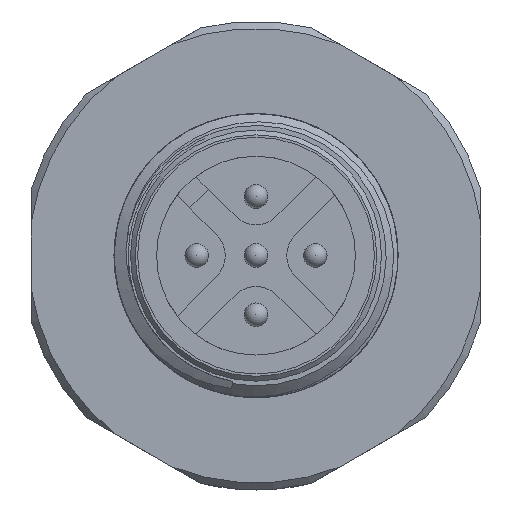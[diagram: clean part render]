
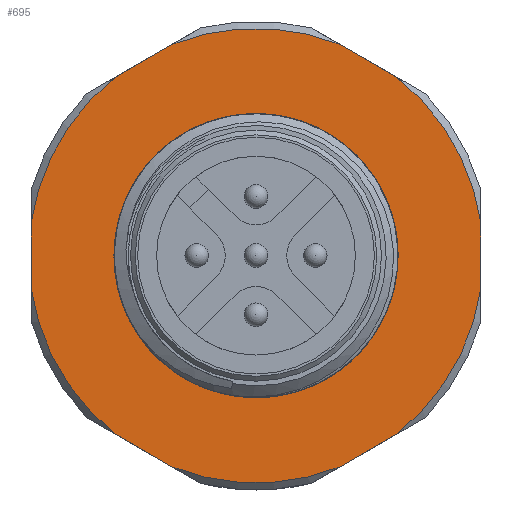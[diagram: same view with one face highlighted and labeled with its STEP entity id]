
A CAD part, left-side view. The second image highlights one B-rep face of the part: STEP entity #695.
In plain terms, the highlighted planar face has unit normal (-1, 0, 0).
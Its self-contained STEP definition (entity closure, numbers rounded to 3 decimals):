
#302=LINE('',#5116,#412);
#303=LINE('',#5121,#413);
#304=LINE('',#5122,#414);
#305=LINE('',#5123,#415);
#306=LINE('',#5124,#416);
#307=LINE('',#5125,#417);
#412=VECTOR('',#3102,1.);
#413=VECTOR('',#3105,1.);
#414=VECTOR('',#3106,1.);
#415=VECTOR('',#3107,1.);
#416=VECTOR('',#3108,1.);
#417=VECTOR('',#3109,1.);
#695=ADVANCED_FACE('',(#839,#840),#754,.T.);
#754=PLANE('',#2523);
#839=FACE_BOUND('',#998,.T.);
#840=FACE_BOUND('',#999,.T.);
#998=EDGE_LOOP('',(#1524,#1525,#1526,#1527,#1528,#1529,#1530,#1531,#1532,
#1533,#1534,#1535));
#999=EDGE_LOOP('',(#1536));
#1524=ORIENTED_EDGE('',*,*,#2123,.F.);
#1525=ORIENTED_EDGE('',*,*,#2124,.T.);
#1526=ORIENTED_EDGE('',*,*,#2125,.F.);
#1527=ORIENTED_EDGE('',*,*,#2099,.T.);
#1528=ORIENTED_EDGE('',*,*,#2126,.F.);
#1529=ORIENTED_EDGE('',*,*,#2106,.T.);
#1530=ORIENTED_EDGE('',*,*,#2127,.F.);
#1531=ORIENTED_EDGE('',*,*,#2113,.T.);
#1532=ORIENTED_EDGE('',*,*,#2128,.F.);
#1533=ORIENTED_EDGE('',*,*,#2120,.T.);
#1534=ORIENTED_EDGE('',*,*,#2129,.F.);
#1535=ORIENTED_EDGE('',*,*,#2130,.T.);
#1536=ORIENTED_EDGE('',*,*,#2094,.F.);
#1808=VERTEX_POINT('',#5030);
#1813=VERTEX_POINT('',#5042);
#1814=VERTEX_POINT('',#5043);
#1819=VERTEX_POINT('',#5063);
#1820=VERTEX_POINT('',#5064);
#1825=VERTEX_POINT('',#5084);
#1826=VERTEX_POINT('',#5085);
#1831=VERTEX_POINT('',#5105);
#1832=VERTEX_POINT('',#5106);
#1833=VERTEX_POINT('',#5117);
#1834=VERTEX_POINT('',#5118);
#1835=VERTEX_POINT('',#5120);
#1836=VERTEX_POINT('',#5126);
#2094=EDGE_CURVE('',#1808,#1808,#2268,.T.);
#2099=EDGE_CURVE('',#1813,#1814,#2271,.T.);
#2106=EDGE_CURVE('',#1819,#1820,#2274,.T.);
#2113=EDGE_CURVE('',#1825,#1826,#2277,.T.);
#2120=EDGE_CURVE('',#1831,#1832,#2280,.T.);
#2123=EDGE_CURVE('',#1833,#1834,#302,.T.);
#2124=EDGE_CURVE('',#1833,#1835,#2281,.T.);
#2125=EDGE_CURVE('',#1813,#1835,#303,.T.);
#2126=EDGE_CURVE('',#1819,#1814,#304,.T.);
#2127=EDGE_CURVE('',#1825,#1820,#305,.T.);
#2128=EDGE_CURVE('',#1831,#1826,#306,.T.);
#2129=EDGE_CURVE('',#1836,#1832,#307,.T.);
#2130=EDGE_CURVE('',#1836,#1834,#2282,.T.);
#2268=CIRCLE('',#2499,5.3);
#2271=CIRCLE('',#2504,9.6);
#2274=CIRCLE('',#2509,9.6);
#2277=CIRCLE('',#2514,9.6);
#2280=CIRCLE('',#2519,9.6);
#2281=CIRCLE('',#2521,9.6);
#2282=CIRCLE('',#2522,9.6);
#2499=AXIS2_PLACEMENT_3D('',#5029,#3050,#3051);
#2504=AXIS2_PLACEMENT_3D('',#5041,#3062,#3063);
#2509=AXIS2_PLACEMENT_3D('',#5062,#3074,#3075);
#2514=AXIS2_PLACEMENT_3D('',#5083,#3086,#3087);
#2519=AXIS2_PLACEMENT_3D('',#5104,#3098,#3099);
#2521=AXIS2_PLACEMENT_3D('',#5119,#3103,#3104);
#2522=AXIS2_PLACEMENT_3D('',#5127,#3110,#3111);
#2523=AXIS2_PLACEMENT_3D('',#5128,#3112,#3113);
#3050=DIRECTION('',(-1.,0.,0.));
#3051=DIRECTION('',(0.,0.,-1.));
#3062=DIRECTION('',(-1.,0.,0.));
#3063=DIRECTION('',(0.,0.,1.));
#3074=DIRECTION('',(-1.,0.,0.));
#3075=DIRECTION('',(0.,0.,1.));
#3086=DIRECTION('',(-1.,0.,0.));
#3087=DIRECTION('',(0.,0.,1.));
#3098=DIRECTION('',(-1.,0.,0.));
#3099=DIRECTION('',(0.,0.,1.));
#3102=DIRECTION('',(0.,0.,-1.));
#3103=DIRECTION('',(-1.,0.,0.));
#3104=DIRECTION('',(0.,0.,1.));
#3105=DIRECTION('',(0.,-0.866,-0.5));
#3106=DIRECTION('',(0.,-0.866,0.5));
#3107=DIRECTION('',(0.,0.,1.));
#3108=DIRECTION('',(0.,0.866,0.5));
#3109=DIRECTION('',(0.,0.866,-0.5));
#3110=DIRECTION('',(-1.,0.,0.));
#3111=DIRECTION('',(0.,0.,1.));
#3112=DIRECTION('',(-1.,0.,0.));
#3113=DIRECTION('',(0.,0.,1.));
#5029=CARTESIAN_POINT('',(9.8,0.,0.));
#5030=CARTESIAN_POINT('',(9.8,0.,-5.3));
#5041=CARTESIAN_POINT('',(9.8,0.,0.));
#5042=CARTESIAN_POINT('',(9.8,-3.553,8.918));
#5043=CARTESIAN_POINT('',(9.8,3.553,8.918));
#5062=CARTESIAN_POINT('',(9.8,0.,0.));
#5063=CARTESIAN_POINT('',(9.8,5.947,7.536));
#5064=CARTESIAN_POINT('',(9.8,9.5,1.382));
#5083=CARTESIAN_POINT('',(9.8,0.,0.));
#5084=CARTESIAN_POINT('',(9.8,9.5,-1.382));
#5085=CARTESIAN_POINT('',(9.8,5.947,-7.536));
#5104=CARTESIAN_POINT('',(9.8,0.,0.));
#5105=CARTESIAN_POINT('',(9.8,3.553,-8.918));
#5106=CARTESIAN_POINT('',(9.8,-3.553,-8.918));
#5116=CARTESIAN_POINT('',(9.8,-9.5,-5.485));
#5117=CARTESIAN_POINT('',(9.8,-9.5,1.382));
#5118=CARTESIAN_POINT('',(9.8,-9.5,-1.382));
#5119=CARTESIAN_POINT('',(9.8,0.,0.));
#5120=CARTESIAN_POINT('',(9.8,-5.947,7.536));
#5121=CARTESIAN_POINT('',(9.8,-9.5,5.485));
#5122=CARTESIAN_POINT('',(9.8,0.,10.97));
#5123=CARTESIAN_POINT('',(9.8,9.5,5.485));
#5124=CARTESIAN_POINT('',(9.8,9.5,-5.485));
#5125=CARTESIAN_POINT('',(9.8,0.,-10.97));
#5126=CARTESIAN_POINT('',(9.8,-5.947,-7.536));
#5127=CARTESIAN_POINT('',(9.8,0.,0.));
#5128=CARTESIAN_POINT('',(9.8,0.,0.));
